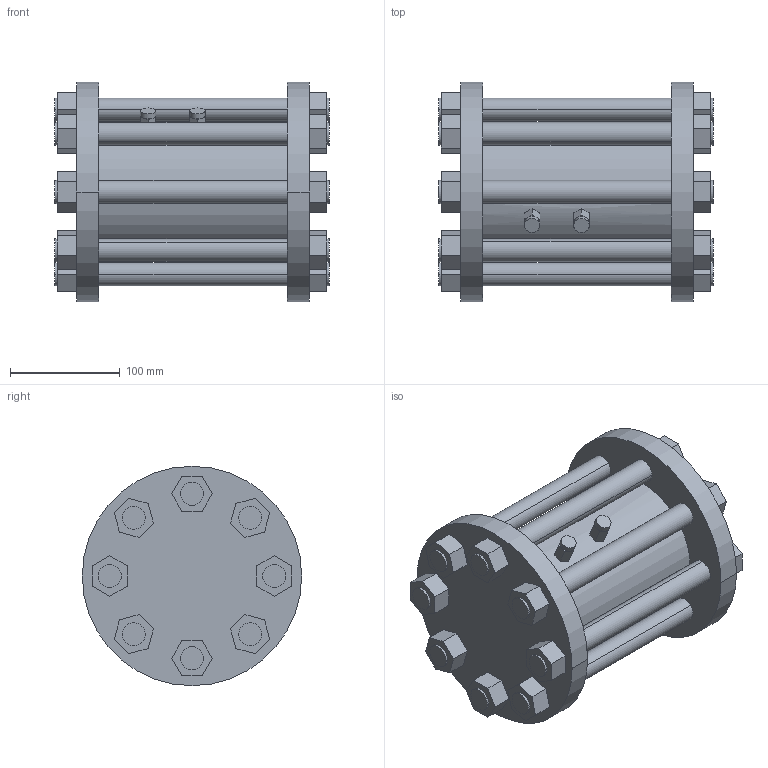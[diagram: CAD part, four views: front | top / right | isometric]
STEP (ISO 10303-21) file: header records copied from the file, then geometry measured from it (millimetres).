
FILE_DESCRIPTION(('CATIA V5 STEP Exchange'),'2;1');
FILE_NAME('STEP_103123_-_TST.stp','2019-09-23T08:25:04+00:00',('none'),('none'),'CATIA Version 5-6 Release 2016 SP4','CATIA V5 STEP AP203','none');
FILE_SCHEMA(('CONFIG_CONTROL_DESIGN'));
Length unit declared in the file: millimetre
Products named in the file (1): 103123
Bounding box: 250 x 200 x 200 mm (x, y, z)
Volume: 3932063.7 mm3; surface area: 334050 mm2
Topology: 1 solids, 1 shells, 240 faces, 566 edges, 372 vertices
Faces by surface type: plane 166, cylinder 74
Entity records: 6252 total; most frequent: ORIENTED_EDGE 1132, CARTESIAN_POINT 1093, DIRECTION 818, EDGE_CURVE 566, VECTOR 398, LINE 398, VERTEX_POINT 372, EDGE_LOOP 300
